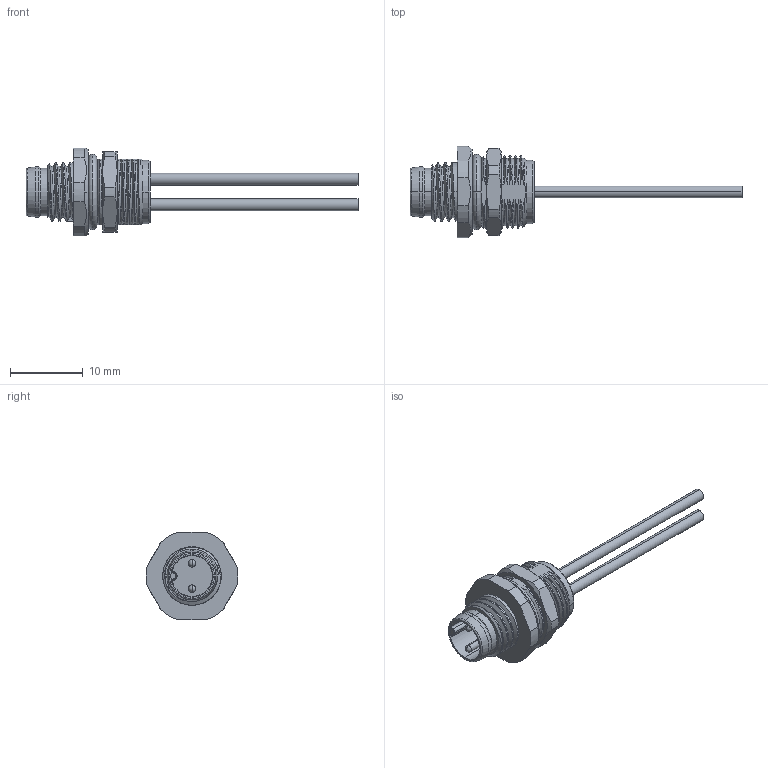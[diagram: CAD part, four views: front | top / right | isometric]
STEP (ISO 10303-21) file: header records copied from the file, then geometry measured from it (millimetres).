
FILE_DESCRIPTION((''),'2;1');
FILE_NAME('HOUSING-3P-MALE-AOCAO312_','2025-09-28T',('gongcheng16'),(''),'PRO/ENGINEER BY PARAMETRIC TECHNOLOGY CORPORATION, 2010280','PRO/ENGINEER BY PARAMETRIC TECHNOLOGY CORPORATION, 2010280','');
FILE_SCHEMA(('CONFIG_CONTROL_DESIGN'));
Length unit declared in the file: millimetre
Products named in the file (1): HOUSING-3P-MALE-AOCAO312_
Bounding box: 45.5 x 12.6 x 12 mm (x, y, z)
Volume: 337.5 mm3; surface area: 2525.7 mm2
Topology: 1 solids, 9 shells, 348 faces, 854 edges, 539 vertices
Faces by surface type: cylinder 121, plane 93, cone 59, bspline 56, torus 15, sphere 4
Entity records: 22879 total; most frequent: CARTESIAN_POINT 14997, ORIENTED_EDGE 1692, DIRECTION 1516, EDGE_CURVE 846, AXIS2_PLACEMENT_3D 598, VERTEX_POINT 539, EDGE_LOOP 385, FACE_OUTER_BOUND 348
